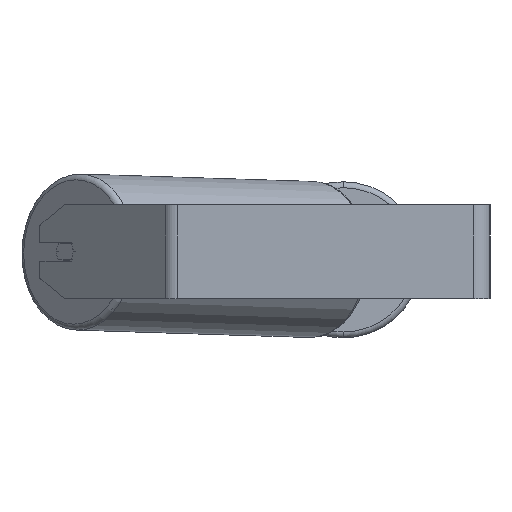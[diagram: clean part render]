
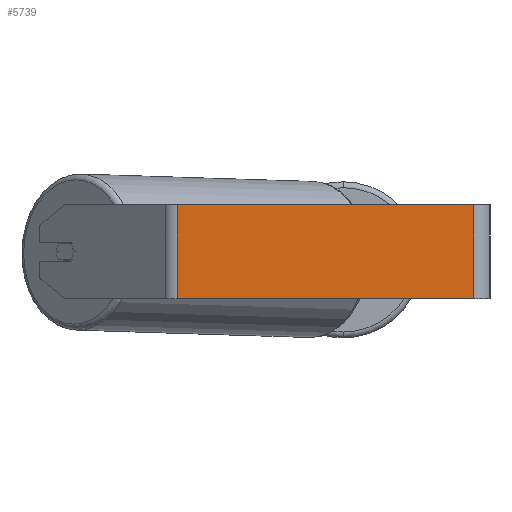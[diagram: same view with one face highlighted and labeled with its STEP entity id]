
A CAD part, left-side view. The second image highlights one B-rep face of the part: STEP entity #5739.
In plain terms, the highlighted planar face has unit normal (-1, 0, 0).
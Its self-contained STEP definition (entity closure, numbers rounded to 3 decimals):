
#175 = CARTESIAN_POINT ( 'NONE',  ( -500., 266.164, -40. ) ) ;
#301 = DIRECTION ( 'NONE',  ( 1., 0., 0. ) ) ;
#338 = DIRECTION ( 'NONE',  ( 0., 0., -1. ) ) ;
#652 = DIRECTION ( 'NONE',  ( 0., 0., -1. ) ) ;
#776 = CARTESIAN_POINT ( 'NONE',  ( -500., 14., 40. ) ) ;
#876 = CARTESIAN_POINT ( 'NONE',  ( -500., 271.963, 40. ) ) ;
#877 = VERTEX_POINT ( 'NONE', #175 ) ;
#987 = LINE ( 'NONE', #6290, #3959 ) ;
#1264 = EDGE_CURVE ( 'NONE', #4337, #5152, #6161, .T. ) ;
#1273 = LINE ( 'NONE', #8176, #1700 ) ;
#1370 = ORIENTED_EDGE ( 'NONE', *, *, #1573, .F. ) ;
#1413 = LINE ( 'NONE', #6893, #8597 ) ;
#1573 = EDGE_CURVE ( 'NONE', #2979, #4337, #1413, .T. ) ;
#1699 = FACE_OUTER_BOUND ( 'NONE', #6298, .T. ) ;
#1700 = VECTOR ( 'NONE', #652, 1000. ) ;
#2075 = CARTESIAN_POINT ( 'NONE',  ( -500., 14., -40. ) ) ;
#2306 = EDGE_CURVE ( 'NONE', #877, #5152, #987, .T. ) ;
#2979 = VERTEX_POINT ( 'NONE', #4809 ) ;
#3709 = EDGE_CURVE ( 'NONE', #2979, #877, #1273, .T. ) ;
#3959 = VECTOR ( 'NONE', #8381, 1000. ) ;
#4070 = VECTOR ( 'NONE', #4746, 1000. ) ;
#4337 = VERTEX_POINT ( 'NONE', #5973 ) ;
#4617 = ORIENTED_EDGE ( 'NONE', *, *, #2306, .T. ) ;
#4746 = DIRECTION ( 'NONE',  ( 0., 0., -1. ) ) ;
#4783 = ORIENTED_EDGE ( 'NONE', *, *, #1264, .F. ) ;
#4809 = CARTESIAN_POINT ( 'NONE',  ( -500., 266.164, 40. ) ) ;
#4902 = DIRECTION ( 'NONE',  ( 0., -1., 0. ) ) ;
#5152 = VERTEX_POINT ( 'NONE', #2075 ) ;
#5377 = AXIS2_PLACEMENT_3D ( 'NONE', #876, #301, #338 ) ;
#5739 = ADVANCED_FACE ( 'NONE', ( #1699 ), #6929, .F. ) ;
#5973 = CARTESIAN_POINT ( 'NONE',  ( -500., 14., 40. ) ) ;
#6161 = LINE ( 'NONE', #776, #4070 ) ;
#6290 = CARTESIAN_POINT ( 'NONE',  ( -500., 271.963, -40. ) ) ;
#6298 = EDGE_LOOP ( 'NONE', ( #4617, #4783, #1370, #6720 ) ) ;
#6720 = ORIENTED_EDGE ( 'NONE', *, *, #3709, .T. ) ;
#6893 = CARTESIAN_POINT ( 'NONE',  ( -500., 271.963, 40. ) ) ;
#6929 = PLANE ( 'NONE',  #5377 ) ;
#8176 = CARTESIAN_POINT ( 'NONE',  ( -500., 266.164, 40. ) ) ;
#8381 = DIRECTION ( 'NONE',  ( 0., -1., 0. ) ) ;
#8597 = VECTOR ( 'NONE', #4902, 1000. ) ;
